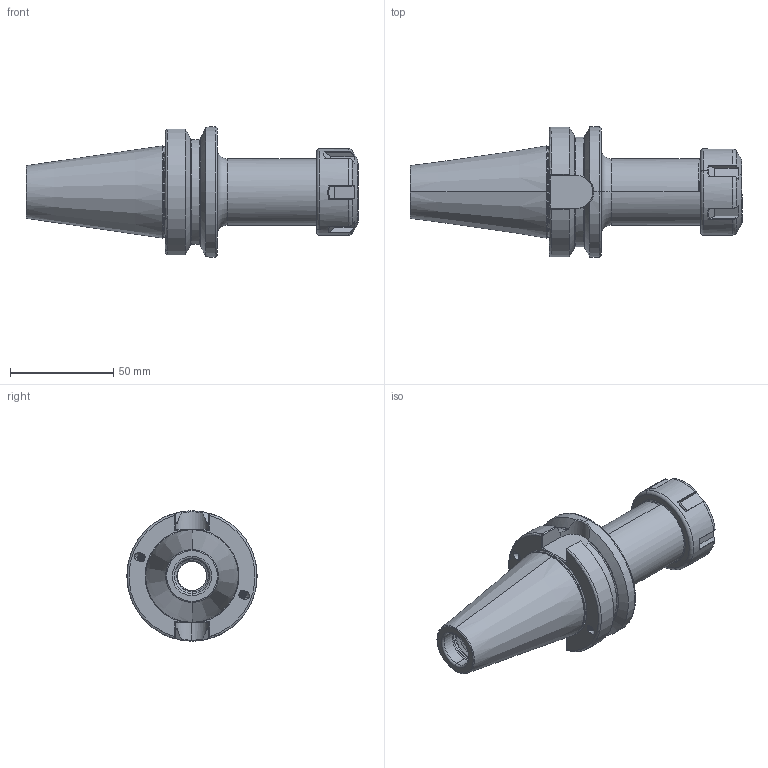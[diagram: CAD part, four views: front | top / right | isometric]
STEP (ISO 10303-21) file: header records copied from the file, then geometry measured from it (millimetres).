
FILE_DESCRIPTION (( 'STEP AP203' ), '1' );
FILE_NAME ('406.02.16.1.STEP', '2016-11-25T11:01:29', ( '' ), ( '' ), 'SwSTEP 2.0', 'SolidWorks 2012', '' );
FILE_SCHEMA (( 'CONFIG_CONTROL_DESIGN' ));
Length unit declared in the file: millimetre
Products named in the file (3): 2-01.100.0250200C7_ER25螺帽(六溝); 406.02.16.1
Assembly tree (2 placements, depth 2):
  406.02.16.1
    406.02.16.1
    2-01.100.0250200C7_ER25螺帽(六溝)
Bounding box: 160.5 x 63 x 63 mm (x, y, z)
Volume: 162109 mm3; surface area: 42385.8 mm2
Topology: 2 solids, 2 shells, 351 faces, 935 edges, 588 vertices
Faces by surface type: cylinder 141, plane 76, torus 56, bspline 54, cone 24
Entity records: 23552 total; most frequent: CARTESIAN_POINT 15703, ORIENTED_EDGE 1870, DIRECTION 1273, EDGE_CURVE 935, VERTEX_POINT 588, AXIS2_PLACEMENT_3D 503, EDGE_LOOP 359, FACE_OUTER_BOUND 351
